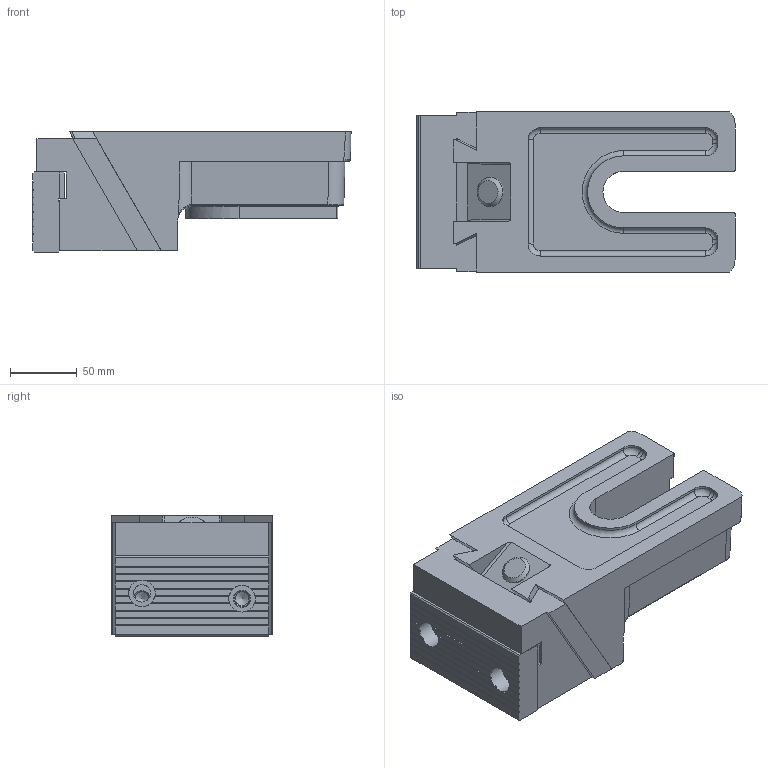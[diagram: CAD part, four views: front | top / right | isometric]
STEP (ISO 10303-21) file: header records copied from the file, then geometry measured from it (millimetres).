
FILE_DESCRIPTION(/* description */ (''),/* implementation_level */ '2;1');
FILE_NAME(/* name */ '3411200_Mordaza.stp',/* time_stamp */ '2014-06-05T09:07:30+02:00',/* author */ (''),/* organization */ (''),/* preprocessor_version */ 'ST-DEVELOPER v15',/* originating_system */ 'SIEMENS PLM Software NX 9.0',/* authorisation */ '');
FILE_SCHEMA (('CONFIG_CONTROL_DESIGN'));
Length unit declared in the file: millimetre
Products named in the file (1): 3411200_Mordaza
Bounding box: 238.2 x 120 x 90 mm (x, y, z)
Volume: 1656679.1 mm3; surface area: 200203.2 mm2
Topology: 6 solids, 6 shells, 356 faces, 931 edges, 585 vertices
Faces by surface type: plane 189, cylinder 109, torus 22, bspline 13, cone 13, sphere 10
Full cylindrical faces by diameter (mm): 2 x2, 10.3 x2, 13 x2, 17.25 x1, 18 x1, 20 x2, 22 x1, 23.8 x1, 25 x2, 25.5 x1, 35 x1
Entity records: 11001 total; most frequent: CARTESIAN_POINT 2237, DIRECTION 1873, ORIENTED_EDGE 1758, EDGE_CURVE 879, AXIS2_PLACEMENT_3D 677, VERTEX_POINT 572, LINE 519, VECTOR 519
